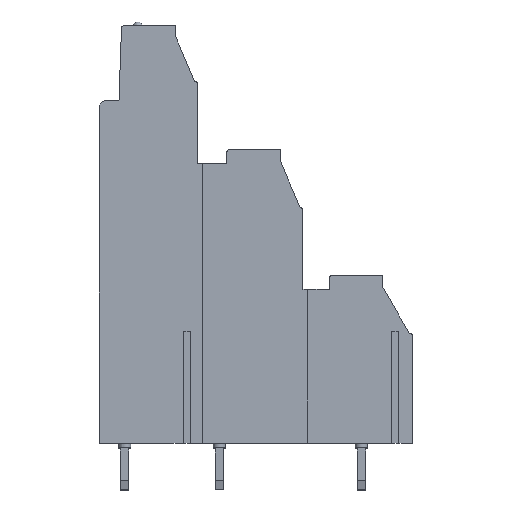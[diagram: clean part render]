
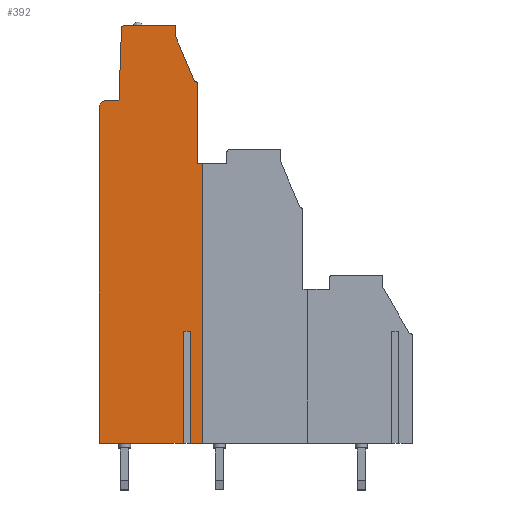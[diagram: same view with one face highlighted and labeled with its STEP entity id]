
A CAD part, top view. The second image highlights one B-rep face of the part: STEP entity #392.
In plain terms, the highlighted planar face has unit normal (0, 0, 1).
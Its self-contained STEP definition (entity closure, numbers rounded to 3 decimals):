
#392=ADVANCED_FACE('',(#1062),#1063,.T.);
#1062=FACE_OUTER_BOUND('',#2036,.T.);
#1063=PLANE('',#2037);
#2036=EDGE_LOOP('',(#3163,#3164,#3165,#3166,#3167,#3168,#3169,#3170,#3171,#3172,#3173,#3174,#3175,#3176,#3177,#3178,#3179));
#2037=AXIS2_PLACEMENT_3D('',#3180,#3181,#3182);
#3163=ORIENTED_EDGE('',*,*,#5924,.T.);
#3164=ORIENTED_EDGE('',*,*,#5853,.T.);
#3165=ORIENTED_EDGE('',*,*,#5925,.T.);
#3166=ORIENTED_EDGE('',*,*,#5926,.T.);
#3167=ORIENTED_EDGE('',*,*,#5927,.T.);
#3168=ORIENTED_EDGE('',*,*,#5928,.T.);
#3169=ORIENTED_EDGE('',*,*,#5929,.F.);
#3170=ORIENTED_EDGE('',*,*,#5930,.F.);
#3171=ORIENTED_EDGE('',*,*,#5775,.T.);
#3172=ORIENTED_EDGE('',*,*,#5931,.F.);
#3173=ORIENTED_EDGE('',*,*,#5932,.F.);
#3174=ORIENTED_EDGE('',*,*,#5933,.F.);
#3175=ORIENTED_EDGE('',*,*,#5934,.F.);
#3176=ORIENTED_EDGE('',*,*,#5935,.T.);
#3177=ORIENTED_EDGE('',*,*,#5936,.T.);
#3178=ORIENTED_EDGE('',*,*,#5857,.T.);
#3179=ORIENTED_EDGE('',*,*,#5937,.T.);
#3180=CARTESIAN_POINT('',(-179.305,-100.161,-0.57));
#3181=DIRECTION('',(0.0,0.0,1.0));
#3182=DIRECTION('',(1.0,0.0,0.0));
#5775=EDGE_CURVE('',#6899,#6897,#6900,.T.);
#5853=EDGE_CURVE('',#7040,#7038,#7041,.T.);
#5857=EDGE_CURVE('',#7047,#7044,#7048,.T.);
#5924=EDGE_CURVE('',#7168,#7040,#7169,.T.);
#5925=EDGE_CURVE('',#7038,#7170,#7171,.T.);
#5926=EDGE_CURVE('',#7170,#7172,#7173,.T.);
#5927=EDGE_CURVE('',#7172,#7174,#7175,.T.);
#5928=EDGE_CURVE('',#7174,#7176,#7177,.T.);
#5929=EDGE_CURVE('',#7178,#7176,#7179,.T.);
#5930=EDGE_CURVE('',#6899,#7178,#7180,.T.);
#5931=EDGE_CURVE('',#7181,#6897,#7182,.T.);
#5932=EDGE_CURVE('',#7183,#7181,#7184,.T.);
#5933=EDGE_CURVE('',#7185,#7183,#7186,.T.);
#5934=EDGE_CURVE('',#7187,#7185,#7188,.T.);
#5935=EDGE_CURVE('',#7187,#7189,#7190,.T.);
#5936=EDGE_CURVE('',#7189,#7047,#7191,.T.);
#5937=EDGE_CURVE('',#7044,#7168,#7192,.T.);
#6897=VERTEX_POINT('',#8539);
#6899=VERTEX_POINT('',#8542);
#6900=LINE('',#8543,#8544);
#7038=VERTEX_POINT('',#8875);
#7040=VERTEX_POINT('',#8878);
#7041=CIRCLE('',#8879,0.3);
#7044=VERTEX_POINT('',#8883);
#7047=VERTEX_POINT('',#8887);
#7048=LINE('',#8888,#8889);
#7168=VERTEX_POINT('',#9059);
#7169=LINE('',#9060,#9061);
#7170=VERTEX_POINT('',#9062);
#7171=LINE('',#9063,#9064);
#7172=VERTEX_POINT('',#9065);
#7173=LINE('',#9066,#9067);
#7174=VERTEX_POINT('',#9068);
#7175=CIRCLE('',#9069,0.8);
#7176=VERTEX_POINT('',#9070);
#7177=LINE('',#9071,#9072);
#7178=VERTEX_POINT('',#9073);
#7179=LINE('',#9074,#9075);
#7180=LINE('',#9076,#9077);
#7181=VERTEX_POINT('',#9078);
#7182=LINE('',#9079,#9080);
#7183=VERTEX_POINT('',#9081);
#7184=LINE('',#9082,#9083);
#7185=VERTEX_POINT('',#9084);
#7186=LINE('',#9085,#9086);
#7187=VERTEX_POINT('',#9087);
#7188=LINE('',#9088,#9089);
#7189=VERTEX_POINT('',#9090);
#7190=LINE('',#9091,#9092);
#7191=CIRCLE('',#9093,0.3);
#7192=LINE('',#9094,#9095);
#8539=CARTESIAN_POINT('',(-21.736,12.0,-0.57));
#8542=CARTESIAN_POINT('',(-22.15,12.0,-0.57));
#8543=CARTESIAN_POINT('',(-179.305,12.0,-0.57));
#8544=VECTOR('',#10976,1.0);
#8875=CARTESIAN_POINT('',(-28.974,44.51,-0.57));
#8878=CARTESIAN_POINT('',(-28.674,44.8,-0.57));
#8879=AXIS2_PLACEMENT_3D('',#11057,#11058,#11059);
#8883=CARTESIAN_POINT('',(-23.198,43.7,-0.57));
#8887=CARTESIAN_POINT('',(-21.118,38.8,-0.57));
#8888=CARTESIAN_POINT('',(-21.118,38.8,-0.57));
#8889=VECTOR('',#11062,1.0);
#9059=CARTESIAN_POINT('',(-23.198,44.8,-0.57));
#9060=CARTESIAN_POINT('',(-27.733,44.8,-0.57));
#9061=VECTOR('',#11125,1.0);
#9062=CARTESIAN_POINT('',(-29.243,36.8,-0.57));
#9063=CARTESIAN_POINT('',(-28.974,44.51,-0.57));
#9064=VECTOR('',#11126,1.0);
#9065=CARTESIAN_POINT('',(-30.543,36.8,-0.57));
#9066=CARTESIAN_POINT('',(-29.243,36.8,-0.57));
#9067=VECTOR('',#11127,1.0);
#9068=CARTESIAN_POINT('',(-31.343,36.0,-0.57));
#9069=AXIS2_PLACEMENT_3D('',#11128,#11129,#11130);
#9070=CARTESIAN_POINT('',(-31.343,0.0,-0.57));
#9071=CARTESIAN_POINT('',(-31.343,36.0,-0.57));
#9072=VECTOR('',#11131,1.0);
#9073=CARTESIAN_POINT('',(-22.15,0.0,-0.57));
#9074=CARTESIAN_POINT('',(2.257,0.0,-0.57));
#9075=VECTOR('',#11132,1.0);
#9076=CARTESIAN_POINT('',(-22.15,-100.161,-0.57));
#9077=VECTOR('',#11133,1.0);
#9078=CARTESIAN_POINT('',(-21.736,0.0,-0.57));
#9079=CARTESIAN_POINT('',(-21.736,-100.161,-0.57));
#9080=VECTOR('',#11134,1.0);
#9081=CARTESIAN_POINT('',(-20.243,0.0,-0.57));
#9082=CARTESIAN_POINT('',(2.257,0.0,-0.57));
#9083=VECTOR('',#11135,1.0);
#9084=CARTESIAN_POINT('',(-20.243,30.0,-0.57));
#9085=CARTESIAN_POINT('',(-20.243,-35.136,-0.57));
#9086=VECTOR('',#11136,1.0);
#9087=CARTESIAN_POINT('',(-20.818,30.,-0.57));
#9088=CARTESIAN_POINT('',(-20.818,30.,-0.57));
#9089=VECTOR('',#11137,1.0);
#9090=CARTESIAN_POINT('',(-20.818,38.5,-0.57));
#9091=CARTESIAN_POINT('',(-20.818,35.8,-0.57));
#9092=VECTOR('',#11138,1.0);
#9093=AXIS2_PLACEMENT_3D('',#11139,#11140,#11141);
#9094=CARTESIAN_POINT('',(-23.198,43.7,-0.57));
#9095=VECTOR('',#11142,1.0);
#10976=DIRECTION('',(1.0,0.0,0.0));
#11057=CARTESIAN_POINT('',(-28.674,44.5,-0.57));
#11058=DIRECTION('',(0.0,0.0,1.0));
#11059=DIRECTION('',(1.0,0.0,0.0));
#11062=DIRECTION('',(-0.391,0.921,0.0));
#11125=DIRECTION('',(-1.0,0.0,0.0));
#11126=DIRECTION('',(-0.035,-0.999,0.0));
#11127=DIRECTION('',(-1.0,0.0,0.0));
#11128=CARTESIAN_POINT('',(-30.543,36.0,-0.57));
#11129=DIRECTION('',(0.0,0.0,1.0));
#11130=DIRECTION('',(1.0,0.0,0.0));
#11131=DIRECTION('',(0.0,-1.0,0.0));
#11132=DIRECTION('',(-1.0,0.0,0.0));
#11133=DIRECTION('',(0.0,-1.0,0.0));
#11134=DIRECTION('',(0.0,1.0,0.0));
#11135=DIRECTION('',(-1.0,0.0,0.0));
#11136=DIRECTION('',(0.0,-1.0,0.0));
#11137=DIRECTION('',(1.0,0.0,0.0));
#11138=DIRECTION('',(0.0,1.0,0.0));
#11139=CARTESIAN_POINT('',(-21.118,38.5,-0.57));
#11140=DIRECTION('',(0.0,0.0,1.0));
#11141=DIRECTION('',(1.0,0.0,0.0));
#11142=DIRECTION('',(0.0,1.0,0.0));
